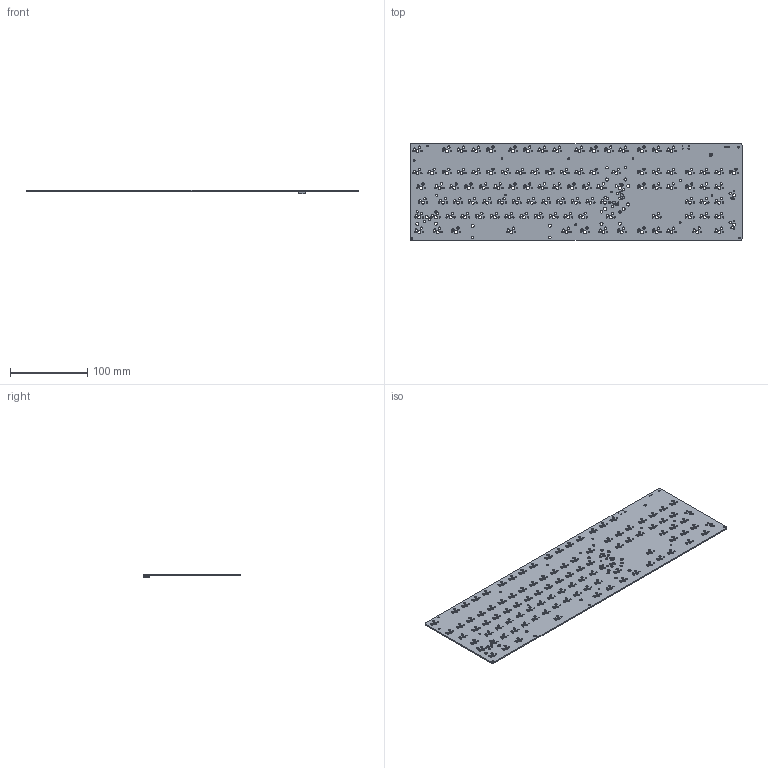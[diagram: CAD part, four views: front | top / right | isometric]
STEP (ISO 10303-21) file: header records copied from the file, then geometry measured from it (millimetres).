
FILE_DESCRIPTION(('KiCad electronic assembly'),'2;1');
FILE_NAME('EnvKB110ADR-RP2040.step','2022-01-15T13:56:35',('Pcbnew'),( 'Kicad'),'Open CASCADE STEP processor 7.5','KiCad to STEP converter' ,'Unknown');
FILE_SCHEMA(('AUTOMOTIVE_DESIGN { 1 0 10303 214 1 1 1 1 }'));
Length unit declared in the file: millimetre
Products named in the file (4): EnvKB110ADR-RP2040 1; HRO  TYPE-C-31-M-12; SOLID; EnvKB110ADR-RP2040 PCB
Assembly tree (3 placements, depth 3):
  EnvKB110ADR-RP2040 1
    HRO  TYPE-C-31-M-12
      SOLID
    EnvKB110ADR-RP2040 PCB
Bounding box: 429.5 x 125.03 x 4.86 mm (x, y, z)
Volume: 80179.1 mm3; surface area: 110201.1 mm2
Topology: 3 solids, 3 shells, 768 faces, 2256 edges, 1500 vertices
Faces by surface type: cylinder 604, bspline 136, plane 28
Full cylindrical faces by diameter (mm): 0.35 x9, 0.65 x2, 1 x3, 1.75 x212, 2.2 x15, 3 x215, 3.048 x10, 3.988 x118
Entity records: 57198 total; most frequent: CARTESIAN_POINT 11042, DIRECTION 8164, ORIENTED_EDGE 4512, PCURVE 4512, DEFINITIONAL_REPRESENTATION 4512, LINE 3120, VECTOR 3120, CIRCLE 2526
